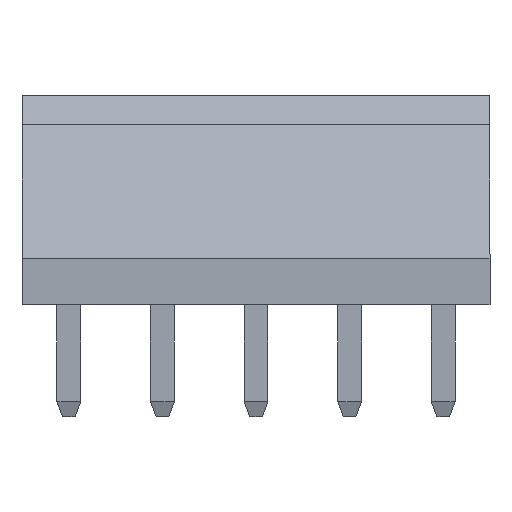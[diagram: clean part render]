
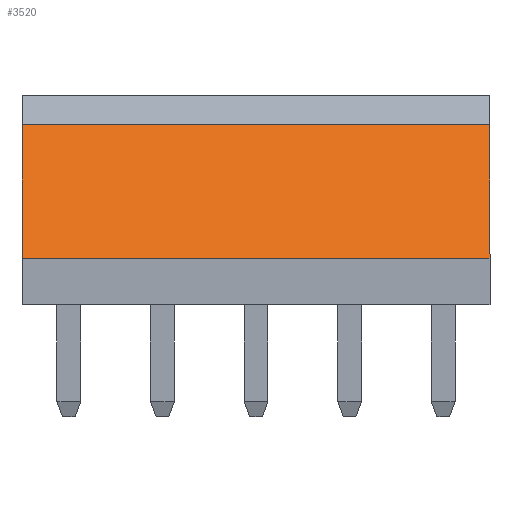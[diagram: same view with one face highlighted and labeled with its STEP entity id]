
A CAD part, front view. The second image highlights one B-rep face of the part: STEP entity #3520.
In plain terms, the highlighted planar face has unit normal (0, -0.766, 0.643).
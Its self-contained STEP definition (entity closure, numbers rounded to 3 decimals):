
#426 = CARTESIAN_POINT ( 'NONE',  ( -6.25, -2.767, 2. ) ) ;
#667 = ORIENTED_EDGE ( 'NONE', *, *, #3816, .F. ) ;
#956 = DIRECTION ( 'NONE',  ( 1., 0., 0. ) ) ;
#1102 = EDGE_CURVE ( 'NONE', #4676, #5397, #11680, .T. ) ;
#1601 = VERTEX_POINT ( 'NONE', #5770 ) ;
#2067 = ORIENTED_EDGE ( 'NONE', *, *, #13750, .T. ) ;
#2617 = DIRECTION ( 'NONE',  ( 1., 0., 0. ) ) ;
#2975 = CARTESIAN_POINT ( 'NONE',  ( 6.25, -5.75, -1.555 ) ) ;
#3004 = ORIENTED_EDGE ( 'NONE', *, *, #1102, .T. ) ;
#3520 = ADVANCED_FACE ( 'NONE', ( #13650 ), #11098, .T. ) ;
#3738 = AXIS2_PLACEMENT_3D ( 'NONE', #6480, #4995, #6229 ) ;
#3816 = EDGE_CURVE ( 'NONE', #1601, #3830, #13322, .T. ) ;
#3830 = VERTEX_POINT ( 'NONE', #14484 ) ;
#4676 = VERTEX_POINT ( 'NONE', #11941 ) ;
#4935 = VECTOR ( 'NONE', #14145, 1000. ) ;
#4995 = DIRECTION ( 'NONE',  ( 0., -0.766, 0.643 ) ) ;
#5397 = VERTEX_POINT ( 'NONE', #2975 ) ;
#5712 = LINE ( 'NONE', #14068, #4935 ) ;
#5770 = CARTESIAN_POINT ( 'NONE',  ( -6.25, -2.767, 2. ) ) ;
#6229 = DIRECTION ( 'NONE',  ( 0., 0.643, 0.766 ) ) ;
#6480 = CARTESIAN_POINT ( 'NONE',  ( -6.25, -3.745, 0.835 ) ) ;
#7497 = VECTOR ( 'NONE', #2617, 1000. ) ;
#11098 = PLANE ( 'NONE',  #3738 ) ;
#11680 = LINE ( 'NONE', #12919, #14210 ) ;
#11686 = EDGE_CURVE ( 'NONE', #3830, #5397, #13260, .T. ) ;
#11827 = VECTOR ( 'NONE', #14363, 1000. ) ;
#11941 = CARTESIAN_POINT ( 'NONE',  ( -6.25, -5.75, -1.555 ) ) ;
#12919 = CARTESIAN_POINT ( 'NONE',  ( -6.25, -5.75, -1.555 ) ) ;
#13025 = ORIENTED_EDGE ( 'NONE', *, *, #11686, .F. ) ;
#13118 = CARTESIAN_POINT ( 'NONE',  ( 6.25, -3.745, 0.835 ) ) ;
#13260 = LINE ( 'NONE', #13118, #11827 ) ;
#13322 = LINE ( 'NONE', #426, #7497 ) ;
#13650 = FACE_OUTER_BOUND ( 'NONE', #14545, .T. ) ;
#13750 = EDGE_CURVE ( 'NONE', #1601, #4676, #5712, .T. ) ;
#14068 = CARTESIAN_POINT ( 'NONE',  ( -6.25, -3.745, 0.835 ) ) ;
#14145 = DIRECTION ( 'NONE',  ( 0., -0.643, -0.766 ) ) ;
#14210 = VECTOR ( 'NONE', #956, 1000. ) ;
#14363 = DIRECTION ( 'NONE',  ( 0., -0.643, -0.766 ) ) ;
#14484 = CARTESIAN_POINT ( 'NONE',  ( 6.25, -2.767, 2. ) ) ;
#14545 = EDGE_LOOP ( 'NONE', ( #13025, #667, #2067, #3004 ) ) ;
